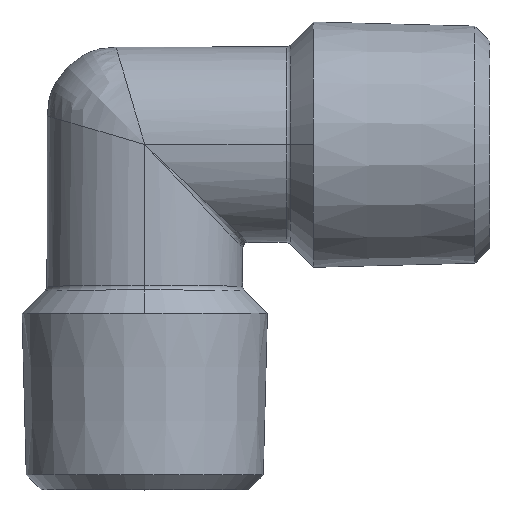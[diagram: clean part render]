
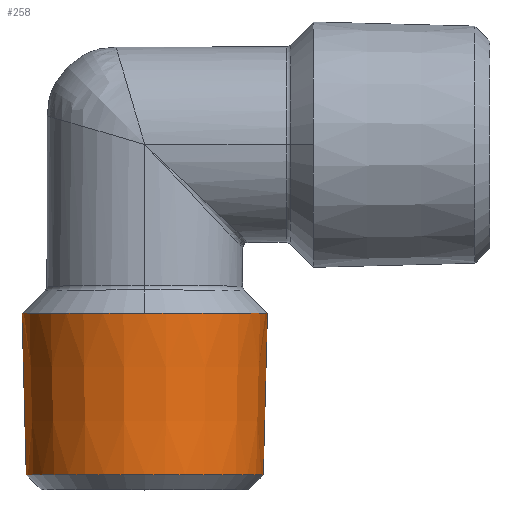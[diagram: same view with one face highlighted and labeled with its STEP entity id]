
A CAD part, top view. The second image highlights one B-rep face of the part: STEP entity #258.
In plain terms, the highlighted conical face has half-angle 1.47 degrees and reference radius 10.678 mm.
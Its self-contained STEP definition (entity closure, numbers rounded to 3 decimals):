
#118 = AXIS2_PLACEMENT_3D ( 'NONE', #1092, #1093, #1094 ) ;
#120 = CIRCLE ( 'NONE', #118, 10.3 ) ;
#121 = VECTOR ( 'NONE', #1089, 1000. ) ;
#122 = AXIS2_PLACEMENT_3D ( 'NONE', #1085, #1086, #1087 ) ;
#124 = AXIS2_PLACEMENT_3D ( 'NONE', #1082, #1083, #1084 ) ;
#125 = VECTOR ( 'NONE', #1081, 1000. ) ;
#126 = CIRCLE ( 'NONE', #124, 10.661 ) ;
#133 = CIRCLE ( 'NONE', #122, 10.661 ) ;
#189 = CONICAL_SURFACE ( 'NONE', #192, 10.678, 0.026 ) ;
#192 = AXIS2_PLACEMENT_3D ( 'NONE', #316, #317, #318 ) ;
#258 = ADVANCED_FACE ( 'NONE', ( #904 ), #189, .T. ) ;
#316 = CARTESIAN_POINT ( 'NONE',  ( 0., -14., 0. ) ) ;
#317 = DIRECTION ( 'NONE',  ( 0., 1., 0. ) ) ;
#318 = DIRECTION ( 'NONE',  ( -1., 0., 0. ) ) ;
#420 = EDGE_CURVE ( 'NONE', #1654, #1657, #921, .T. ) ;
#421 = EDGE_CURVE ( 'NONE', #1657, #1656, #126, .T. ) ;
#422 = EDGE_CURVE ( 'NONE', #1656, #1655, #133, .T. ) ;
#423 = EDGE_CURVE ( 'NONE', #1653, #1655, #922, .T. ) ;
#425 = EDGE_CURVE ( 'NONE', #1653, #1654, #120, .T. ) ;
#904 = FACE_OUTER_BOUND ( 'NONE', #1617, .T. ) ;
#921 = LINE ( 'NONE', #1080, #125 ) ;
#922 = LINE ( 'NONE', #1088, #121 ) ;
#1080 = CARTESIAN_POINT ( 'NONE',  ( -10.678, -14., 0. ) ) ;
#1081 = DIRECTION ( 'NONE',  ( -0.026, 1., 0. ) ) ;
#1082 = CARTESIAN_POINT ( 'NONE',  ( 0., -14.661, 0. ) ) ;
#1083 = DIRECTION ( 'NONE',  ( 0., 1., 0. ) ) ;
#1084 = DIRECTION ( 'NONE',  ( -1., 0., 0. ) ) ;
#1085 = CARTESIAN_POINT ( 'NONE',  ( 0., -14.661, 0. ) ) ;
#1086 = DIRECTION ( 'NONE',  ( 0., 1., 0. ) ) ;
#1087 = DIRECTION ( 'NONE',  ( -1., 0., 0. ) ) ;
#1088 = CARTESIAN_POINT ( 'NONE',  ( 10.678, -14., 0. ) ) ;
#1089 = DIRECTION ( 'NONE',  ( 0.026, 1., 0. ) ) ;
#1092 = CARTESIAN_POINT ( 'NONE',  ( 0., -28.7, 0. ) ) ;
#1093 = DIRECTION ( 'NONE',  ( 0., -1., 0. ) ) ;
#1094 = DIRECTION ( 'NONE',  ( 1., 0., 0. ) ) ;
#1375 = CARTESIAN_POINT ( 'NONE',  ( 10.3, -28.7, 0. ) ) ;
#1376 = CARTESIAN_POINT ( 'NONE',  ( -10.3, -28.7, 0. ) ) ;
#1377 = CARTESIAN_POINT ( 'NONE',  ( 10.661, -14.661, 0. ) ) ;
#1378 = CARTESIAN_POINT ( 'NONE',  ( 0., -14.661, 10.661 ) ) ;
#1379 = CARTESIAN_POINT ( 'NONE',  ( -10.661, -14.661, 0. ) ) ;
#1617 = EDGE_LOOP ( 'NONE', ( #1705, #1703, #1704, #1702, #1701 ) ) ;
#1653 = VERTEX_POINT ( 'NONE', #1375 ) ;
#1654 = VERTEX_POINT ( 'NONE', #1376 ) ;
#1655 = VERTEX_POINT ( 'NONE', #1377 ) ;
#1656 = VERTEX_POINT ( 'NONE', #1378 ) ;
#1657 = VERTEX_POINT ( 'NONE', #1379 ) ;
#1701 = ORIENTED_EDGE ( 'NONE', *, *, #420, .F. ) ;
#1702 = ORIENTED_EDGE ( 'NONE', *, *, #421, .F. ) ;
#1703 = ORIENTED_EDGE ( 'NONE', *, *, #423, .T. ) ;
#1704 = ORIENTED_EDGE ( 'NONE', *, *, #422, .F. ) ;
#1705 = ORIENTED_EDGE ( 'NONE', *, *, #425, .F. ) ;
